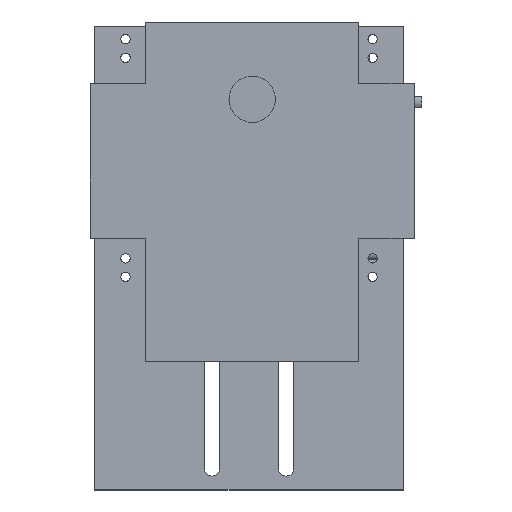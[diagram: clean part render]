
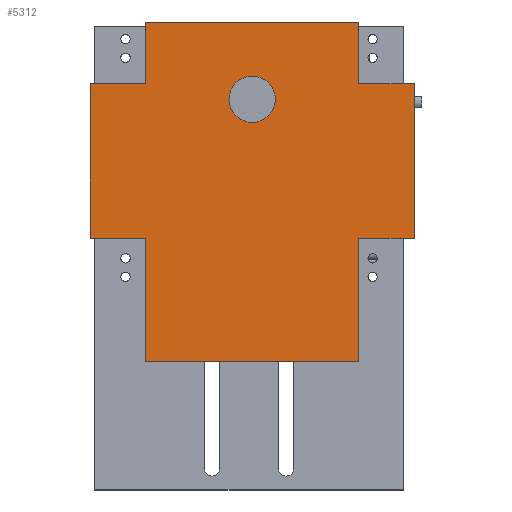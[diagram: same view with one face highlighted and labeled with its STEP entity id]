
A CAD part, top view. The second image highlights one B-rep face of the part: STEP entity #5312.
In plain terms, the highlighted planar face has unit normal (0, 0, 1).
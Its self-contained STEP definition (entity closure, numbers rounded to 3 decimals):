
#206=FACE_BOUND('',#1028,.T.);
#403=PLANE('',#5938);
#673=FACE_OUTER_BOUND('',#1027,.T.);
#1027=EDGE_LOOP('',(#4769,#4770,#4771,#4772,#4773,#4774,#4775,#4776,#4777,
#4778,#4779,#4780));
#1028=EDGE_LOOP('',(#4781));
#1179=CIRCLE('',#5911,7.5);
#1694=LINE('',#8892,#2229);
#1697=LINE('',#8898,#2232);
#1700=LINE('',#8904,#2235);
#1703=LINE('',#8910,#2238);
#1706=LINE('',#8916,#2241);
#1709=LINE('',#8922,#2244);
#1712=LINE('',#8928,#2247);
#1715=LINE('',#8934,#2250);
#1718=LINE('',#8940,#2253);
#1721=LINE('',#8946,#2256);
#1724=LINE('',#8952,#2259);
#1727=LINE('',#8956,#2262);
#2229=VECTOR('',#7317,10.);
#2232=VECTOR('',#7322,10.);
#2235=VECTOR('',#7327,10.);
#2238=VECTOR('',#7332,10.);
#2241=VECTOR('',#7337,10.);
#2244=VECTOR('',#7342,10.);
#2247=VECTOR('',#7347,10.);
#2250=VECTOR('',#7352,10.);
#2253=VECTOR('',#7357,10.);
#2256=VECTOR('',#7362,10.);
#2259=VECTOR('',#7367,10.);
#2262=VECTOR('',#7372,10.);
#2677=VERTEX_POINT('',#8807);
#2705=VERTEX_POINT('',#8889);
#2706=VERTEX_POINT('',#8891);
#2708=VERTEX_POINT('',#8897);
#2710=VERTEX_POINT('',#8903);
#2712=VERTEX_POINT('',#8909);
#2714=VERTEX_POINT('',#8915);
#2716=VERTEX_POINT('',#8921);
#2718=VERTEX_POINT('',#8927);
#2720=VERTEX_POINT('',#8933);
#2722=VERTEX_POINT('',#8939);
#2724=VERTEX_POINT('',#8945);
#2726=VERTEX_POINT('',#8951);
#3349=EDGE_CURVE('',#2677,#2677,#1179,.T.);
#3390=EDGE_CURVE('',#2706,#2705,#1694,.T.);
#3393=EDGE_CURVE('',#2708,#2706,#1697,.T.);
#3396=EDGE_CURVE('',#2710,#2708,#1700,.T.);
#3399=EDGE_CURVE('',#2712,#2710,#1703,.T.);
#3402=EDGE_CURVE('',#2714,#2712,#1706,.T.);
#3405=EDGE_CURVE('',#2716,#2714,#1709,.T.);
#3408=EDGE_CURVE('',#2718,#2716,#1712,.T.);
#3411=EDGE_CURVE('',#2720,#2718,#1715,.T.);
#3414=EDGE_CURVE('',#2722,#2720,#1718,.T.);
#3417=EDGE_CURVE('',#2724,#2722,#1721,.T.);
#3420=EDGE_CURVE('',#2726,#2724,#1724,.T.);
#3423=EDGE_CURVE('',#2705,#2726,#1727,.T.);
#4769=ORIENTED_EDGE('',*,*,#3423,.T.);
#4770=ORIENTED_EDGE('',*,*,#3420,.T.);
#4771=ORIENTED_EDGE('',*,*,#3417,.T.);
#4772=ORIENTED_EDGE('',*,*,#3414,.T.);
#4773=ORIENTED_EDGE('',*,*,#3411,.T.);
#4774=ORIENTED_EDGE('',*,*,#3408,.T.);
#4775=ORIENTED_EDGE('',*,*,#3405,.T.);
#4776=ORIENTED_EDGE('',*,*,#3402,.T.);
#4777=ORIENTED_EDGE('',*,*,#3399,.T.);
#4778=ORIENTED_EDGE('',*,*,#3396,.T.);
#4779=ORIENTED_EDGE('',*,*,#3393,.T.);
#4780=ORIENTED_EDGE('',*,*,#3390,.T.);
#4781=ORIENTED_EDGE('',*,*,#3349,.T.);
#5312=ADVANCED_FACE('',(#673,#206),#403,.T.);
#5911=AXIS2_PLACEMENT_3D('',#8808,#7246,#7247);
#5938=AXIS2_PLACEMENT_3D('',#8957,#7373,#7374);
#7246=DIRECTION('center_axis',(0.,0.,-1.));
#7247=DIRECTION('ref_axis',(-1.,0.,0.));
#7317=DIRECTION('',(1.,0.,0.));
#7322=DIRECTION('',(0.,-1.,0.));
#7327=DIRECTION('',(-1.,0.,0.));
#7332=DIRECTION('',(0.,-1.,0.));
#7337=DIRECTION('',(-1.,0.,0.));
#7342=DIRECTION('',(0.,1.,0.));
#7347=DIRECTION('',(-1.,0.,0.));
#7352=DIRECTION('',(0.,1.,0.));
#7357=DIRECTION('',(1.,0.,0.));
#7362=DIRECTION('',(0.,1.,0.));
#7367=DIRECTION('',(1.,0.,0.));
#7372=DIRECTION('',(0.,-1.,0.));
#7373=DIRECTION('center_axis',(0.,0.,1.));
#7374=DIRECTION('ref_axis',(1.,0.,0.));
#8807=CARTESIAN_POINT('',(-39.5,1.85,56.25));
#8808=CARTESIAN_POINT('Origin',(-47.,1.85,56.25));
#8889=CARTESIAN_POINT('',(-81.5,-43.15,56.25));
#8891=CARTESIAN_POINT('',(-99.5,-43.15,56.25));
#8892=CARTESIAN_POINT('',(-99.5,-43.15,56.25));
#8897=CARTESIAN_POINT('',(-99.5,6.85,56.25));
#8898=CARTESIAN_POINT('',(-99.5,6.85,56.25));
#8903=CARTESIAN_POINT('',(-81.5,6.85,56.25));
#8904=CARTESIAN_POINT('',(-81.5,6.85,56.25));
#8909=CARTESIAN_POINT('',(-81.5,26.85,56.25));
#8910=CARTESIAN_POINT('',(-81.5,26.85,56.25));
#8915=CARTESIAN_POINT('',(-12.5,26.85,56.25));
#8916=CARTESIAN_POINT('',(-12.5,26.85,56.25));
#8921=CARTESIAN_POINT('',(-12.5,6.85,56.25));
#8922=CARTESIAN_POINT('',(-12.5,6.85,56.25));
#8927=CARTESIAN_POINT('',(5.5,6.85,56.25));
#8928=CARTESIAN_POINT('',(5.5,6.85,56.25));
#8933=CARTESIAN_POINT('',(5.5,-43.15,56.25));
#8934=CARTESIAN_POINT('',(5.5,-43.15,56.25));
#8939=CARTESIAN_POINT('',(-12.5,-43.15,56.25));
#8940=CARTESIAN_POINT('',(-12.5,-43.15,56.25));
#8945=CARTESIAN_POINT('',(-12.5,-83.15,56.25));
#8946=CARTESIAN_POINT('',(-12.5,-83.15,56.25));
#8951=CARTESIAN_POINT('',(-81.5,-83.15,56.25));
#8952=CARTESIAN_POINT('',(-81.5,-83.15,56.25));
#8956=CARTESIAN_POINT('',(-81.5,-43.15,56.25));
#8957=CARTESIAN_POINT('Origin',(-47.,-28.15,56.25));
